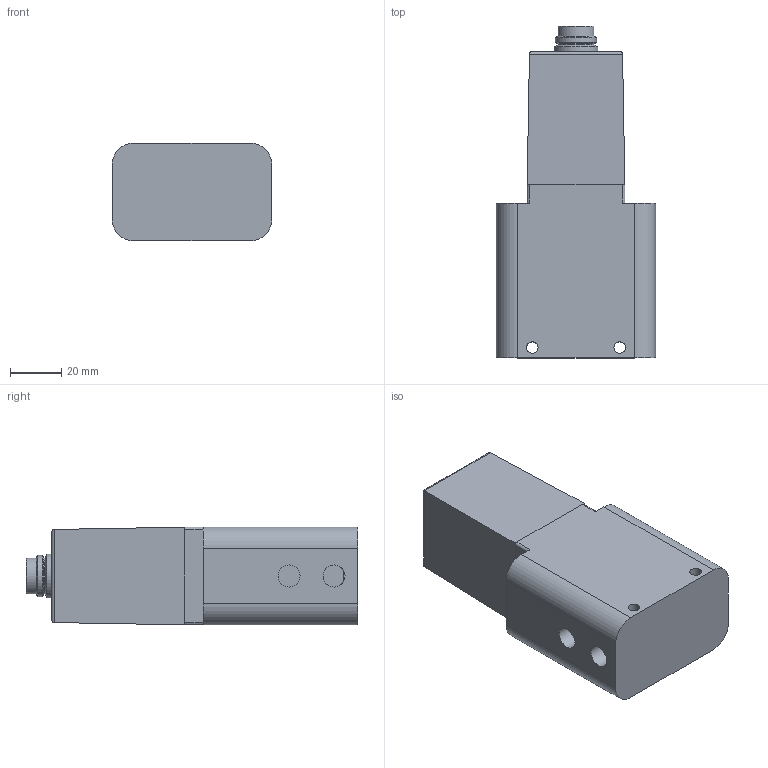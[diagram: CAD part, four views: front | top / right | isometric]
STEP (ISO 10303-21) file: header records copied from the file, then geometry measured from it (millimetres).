
FILE_DESCRIPTION(/* description */ ('STEP AP214'),/* implementation_level */ '2;1');
FILE_NAME(/* name */ '164315_MPPE-3-1_8-25-010-B',/* time_stamp */ '2024-09-06T19:51:43+02:00',/* author */ ('License CC BY-ND 4.0'),/* organization */ ('CADENAS'),/* preprocessor_version */ 'ST-DEVELOPER v19.3',/* originating_system */ 'PARTsolutions',/* authorisation */ ' ');
FILE_SCHEMA (('AUTOMOTIVE_DESIGN {1 0 10303 214 3 1 1}'));
Length unit declared in the file: millimetre
Products named in the file (1): 164315 MPPE-3-1/8-2,5-010-B
Bounding box: 62 x 129.1 x 38 mm (x, y, z)
Volume: 216739.9 mm3; surface area: 27408 mm2
Topology: 1 solids, 1 shells, 51 faces, 112 edges, 69 vertices
Faces by surface type: plane 25, cylinder 22, cone 3, torus 1
Full cylindrical faces by diameter (mm): 4.5 x2, 8.566 x3, 12 x1, 14 x2, 16 x1, 17 x1
Entity records: 1370 total; most frequent: DIRECTION 243, CARTESIAN_POINT 233, ORIENTED_EDGE 194, EDGE_CURVE 97, AXIS2_PLACEMENT_3D 95, EDGE_LOOP 77, FACE_BOUND 77, VERTEX_POINT 68
